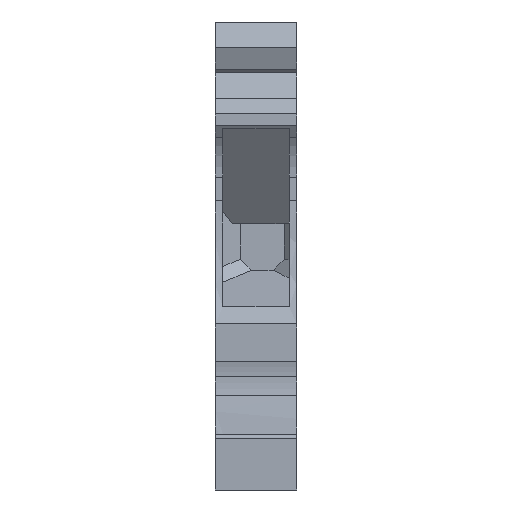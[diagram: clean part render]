
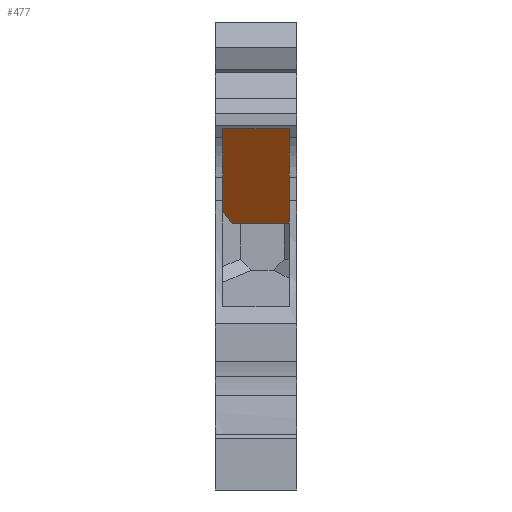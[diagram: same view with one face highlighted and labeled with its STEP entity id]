
A CAD part, front view. The second image highlights one B-rep face of the part: STEP entity #477.
In plain terms, the highlighted planar face has unit normal (0, -0.791, -0.612).
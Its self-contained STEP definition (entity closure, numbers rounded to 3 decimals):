
#477=ADVANCED_FACE('',(#975),#976,.F.);
#975=FACE_OUTER_BOUND('',#1489,.T.);
#976=PLANE('',#1490);
#1489=EDGE_LOOP('',(#2960,#2961,#2962,#2963,#2964,#2965));
#1490=AXIS2_PLACEMENT_3D('',#2966,#2967,#2968);
#2960=ORIENTED_EDGE('',*,*,#3791,.F.);
#2961=ORIENTED_EDGE('',*,*,#3763,.T.);
#2962=ORIENTED_EDGE('',*,*,#3413,.F.);
#2963=ORIENTED_EDGE('',*,*,#3424,.F.);
#2964=ORIENTED_EDGE('',*,*,#3792,.F.);
#2965=ORIENTED_EDGE('',*,*,#3793,.F.);
#2966=CARTESIAN_POINT('',(0.75,0.245,38.951));
#2967=DIRECTION('',(0.,0.791,0.612));
#2968=DIRECTION('',(-1.0,0.,0.));
#3413=EDGE_CURVE('',#4224,#4226,#4227,.T.);
#3424=EDGE_CURVE('',#4241,#4224,#4243,.T.);
#3763=EDGE_CURVE('',#4696,#4226,#4702,.T.);
#3791=EDGE_CURVE('',#4696,#4742,#4743,.T.);
#3792=EDGE_CURVE('',#4744,#4241,#4745,.T.);
#3793=EDGE_CURVE('',#4742,#4744,#4746,.T.);
#4224=VERTEX_POINT('',#5332);
#4226=VERTEX_POINT('',#5335);
#4227=LINE('',#5336,#5337);
#4241=VERTEX_POINT('',#5357);
#4243=LINE('',#5360,#5361);
#4696=VERTEX_POINT('',#6013);
#4702=LINE('',#6022,#6023);
#4742=VERTEX_POINT('',#6082);
#4743=LINE('',#6083,#6084);
#4744=VERTEX_POINT('',#6085);
#4745=LINE('',#6086,#6087);
#4746=LINE('',#6088,#6089);
#5332=CARTESIAN_POINT('',(0.75,2.395,36.172));
#5335=CARTESIAN_POINT('',(7.4,2.395,36.172));
#5336=CARTESIAN_POINT('',(8.15,2.395,36.172));
#5337=VECTOR('',#6472,1.0);
#5357=CARTESIAN_POINT('',(0.75,8.8,27.894));
#5360=CARTESIAN_POINT('',(0.75,18.599,15.229));
#5361=VECTOR('',#6483,1.0);
#6013=CARTESIAN_POINT('',(7.4,9.65,26.795));
#6022=CARTESIAN_POINT('',(7.4,18.599,15.229));
#6023=VECTOR('',#6761,1.0);
#6082=CARTESIAN_POINT('',(7.3,9.75,26.666));
#6083=CARTESIAN_POINT('',(-7.568,24.618,7.45));
#6084=VECTOR('',#6781,1.0);
#6085=CARTESIAN_POINT('',(1.7,9.75,26.666));
#6086=CARTESIAN_POINT('',(16.568,24.618,7.45));
#6087=VECTOR('',#6782,1.0);
#6088=CARTESIAN_POINT('',(8.15,9.75,26.666));
#6089=VECTOR('',#6783,1.0);
#6472=DIRECTION('',(1.0,0.,0.));
#6483=DIRECTION('',(0.,-0.612,0.791));
#6761=DIRECTION('',(0.,-0.612,0.791));
#6781=DIRECTION('',(-0.522,0.522,-0.675));
#6782=DIRECTION('',(-0.522,-0.522,0.675));
#6783=DIRECTION('',(-1.0,0.,0.));
